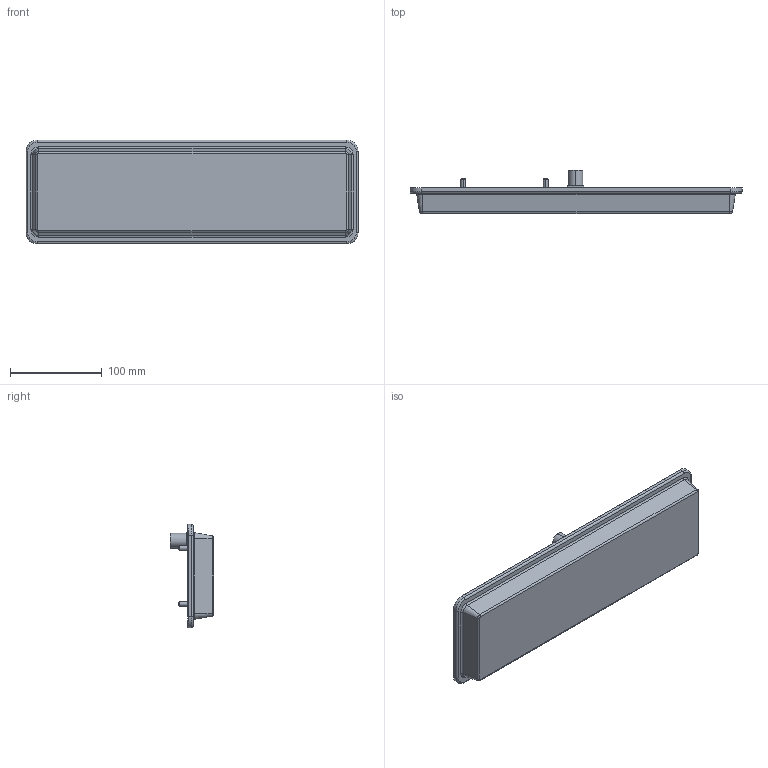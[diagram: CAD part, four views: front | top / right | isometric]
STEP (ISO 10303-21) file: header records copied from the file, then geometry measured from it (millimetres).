
FILE_DESCRIPTION (( 'STEP AP214' ), '1' );
FILE_NAME ('ds5000_step214.STEP', '2020-11-30T20:17:10', ( '' ), ( '' ), 'SwSTEP 2.0', 'SolidWorks 2019', '' );
FILE_SCHEMA (( 'AUTOMOTIVE_DESIGN' ));
Length unit declared in the file: millimetre
Products named in the file (3): ds5000_step214; ds5000; continous stud_am_AM -- M5 x 12  N
Assembly tree (5 placements, depth 2):
  ds5000_step214
    ds5000
    continous stud_am_AM -- M5 x 12  N  x4
Bounding box: 362 x 47 x 113 mm (x, y, z)
Volume: 878078.6 mm3; surface area: 118814.8 mm2
Topology: 5 solids, 5 shells, 110 faces, 242 edges, 148 vertices
Faces by surface type: cylinder 42, plane 36, cone 20, torus 12
Entity records: 2745 total; most frequent: DIRECTION 484, CARTESIAN_POINT 418, ORIENTED_EDGE 400, EDGE_CURVE 200, AXIS2_PLACEMENT_3D 190, VERTEX_POINT 124, VECTOR 104, LINE 104
